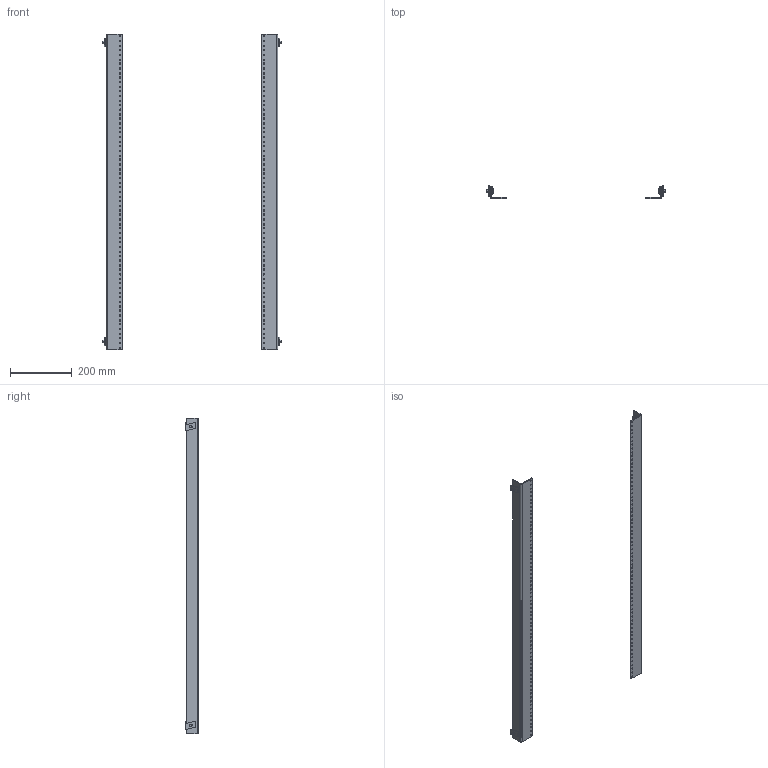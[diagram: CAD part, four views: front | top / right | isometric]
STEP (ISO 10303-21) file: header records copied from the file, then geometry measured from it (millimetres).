
FILE_DESCRIPTION (( 'STEP AP203' ), '1' );
FILE_NAME ('1418YYHHP_Default.step', '2019-11-03T00:48:44', ( '' ), ( '' ), 'SwSTEP 2.0', 'SolidWorks 2019', '' );
FILE_SCHEMA (( 'CONFIG_CONTROL_DESIGN' ));
Length unit declared in the file: inch
Products named in the file (1): 1418YYHHP_Default
Bounding box: 580.54 x 42.37 x 1022.35 mm (x, y, z)
Volume: 561438 mm3; surface area: 376594.9 mm2
Topology: 14 solids, 14 shells, 452 faces, 1228 edges, 816 vertices
Faces by surface type: cylinder 320, plane 124, cone 8
Entity records: 15229 total; most frequent: DIRECTION 2782, CARTESIAN_POINT 2497, ORIENTED_EDGE 2456, EDGE_CURVE 1228, AXIS2_PLACEMENT_3D 1101, VERTEX_POINT 816, EDGE_LOOP 764, CIRCLE 648
